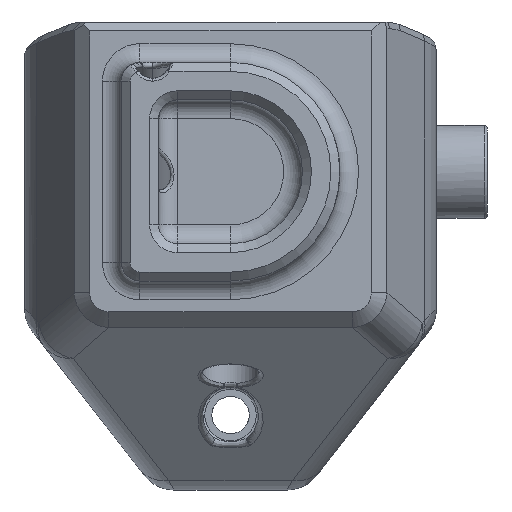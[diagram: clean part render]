
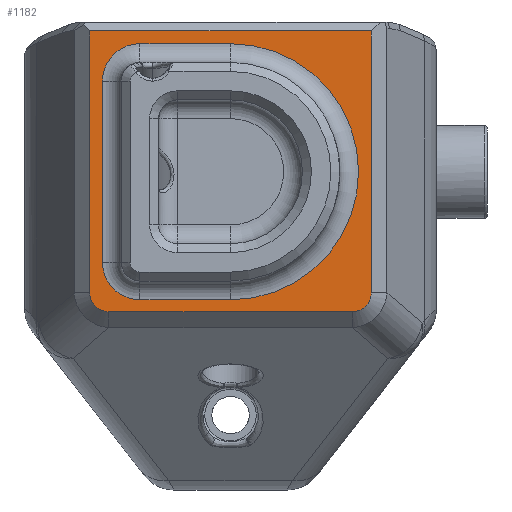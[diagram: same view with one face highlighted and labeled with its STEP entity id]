
A CAD part, front view. The second image highlights one B-rep face of the part: STEP entity #1182.
In plain terms, the highlighted planar face has unit normal (0, -1, 0).
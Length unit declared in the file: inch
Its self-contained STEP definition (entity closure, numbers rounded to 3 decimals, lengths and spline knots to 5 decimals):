
#54 = DIRECTION ( 'NONE',  ( 0., 0., 1. ) ) ;
#93 = ORIENTED_EDGE ( 'NONE', *, *, #13058, .T. ) ;
#148 = ORIENTED_EDGE ( 'NONE', *, *, #11371, .F. ) ;
#240 = AXIS2_PLACEMENT_3D ( 'NONE', #1243, #14839, #54 ) ;
#347 = VECTOR ( 'NONE', #14094, 39.37008 ) ;
#408 = FACE_BOUND ( 'NONE', #10277, .T. ) ;
#607 = CIRCLE ( 'NONE', #2632, 0.4275 ) ;
#846 = CARTESIAN_POINT ( 'NONE',  ( -0.365, -1.133, -0.4275 ) ) ;
#924 = CARTESIAN_POINT ( 'NONE',  ( 0.6875, -1.133, 0.47 ) ) ;
#957 = EDGE_LOOP ( 'NONE', ( #12073, #11734, #12310, #1396, #6621, #7460 ) ) ;
#988 = VECTOR ( 'NONE', #12458, 39.37008 ) ;
#1006 = ORIENTED_EDGE ( 'NONE', *, *, #3033, .T. ) ;
#1136 = VERTEX_POINT ( 'NONE', #2638 ) ;
#1176 = ORIENTED_EDGE ( 'NONE', *, *, #11727, .F. ) ;
#1182 = ADVANCED_FACE ( 'NONE', ( #408, #12401 ), #11217, .F. ) ;
#1243 = CARTESIAN_POINT ( 'NONE',  ( -0.3025, -1.133, 0.3025 ) ) ;
#1266 = CARTESIAN_POINT ( 'NONE',  ( -0.46839, -1.133, -0.42109 ) ) ;
#1396 = ORIENTED_EDGE ( 'NONE', *, *, #1442, .T. ) ;
#1442 = EDGE_CURVE ( 'NONE', #7514, #14277, #10096, .T. ) ;
#1448 = CARTESIAN_POINT ( 'NONE',  ( 0.45757, -1.133, -0.44325 ) ) ;
#1527 = CARTESIAN_POINT ( 'NONE',  ( 0.46218, -1.133, -0.43635 ) ) ;
#1617 = CARTESIAN_POINT ( 'NONE',  ( 0.406, -1.133, -0.46683 ) ) ;
#2097 = VERTEX_POINT ( 'NONE', #11191 ) ;
#2336 = VECTOR ( 'NONE', #5768, 39.37008 ) ;
#2425 = CARTESIAN_POINT ( 'NONE',  ( -0.406, -1.133, -0.46683 ) ) ;
#2436 = EDGE_CURVE ( 'NONE', #1136, #14629, #9357, .T. ) ;
#2632 = AXIS2_PLACEMENT_3D ( 'NONE', #8092, #9523, #3329 ) ;
#2638 = CARTESIAN_POINT ( 'NONE',  ( 0.47, -1.133, 0.47 ) ) ;
#2646 = CARTESIAN_POINT ( 'NONE',  ( 0.42333, -1.133, -0.46525 ) ) ;
#2713 = CARTESIAN_POINT ( 'NONE',  ( -0.4275, -1.133, -0.3025 ) ) ;
#2847 = DIRECTION ( 'NONE',  ( 0., -1., 0. ) ) ;
#3033 = EDGE_CURVE ( 'NONE', #8675, #2097, #4153, .T. ) ;
#3035 = CARTESIAN_POINT ( 'NONE',  ( -0.4275, -1.133, 0.365 ) ) ;
#3280 = AXIS2_PLACEMENT_3D ( 'NONE', #13737, #2847, #7696 ) ;
#3329 = DIRECTION ( 'NONE',  ( 0., 0., 1. ) ) ;
#3347 = ORIENTED_EDGE ( 'NONE', *, *, #7162, .T. ) ;
#3447 = VERTEX_POINT ( 'NONE', #1617 ) ;
#3574 = CARTESIAN_POINT ( 'NONE',  ( -0.46218, -1.133, -0.43635 ) ) ;
#3918 = CARTESIAN_POINT ( 'NONE',  ( 0.47, -1.133, -0.40412 ) ) ;
#4153 = LINE ( 'NONE', #3035, #10586 ) ;
#4757 = CARTESIAN_POINT ( 'NONE',  ( -0.44594, -1.133, -0.45465 ) ) ;
#5023 = CARTESIAN_POINT ( 'NONE',  ( 0.41478, -1.133, -0.46683 ) ) ;
#5129 = VECTOR ( 'NONE', #5390, 39.37008 ) ;
#5172 = DIRECTION ( 'NONE',  ( 0., 0., 1. ) ) ;
#5390 = DIRECTION ( 'NONE',  ( 0., 0., -1. ) ) ;
#5768 = DIRECTION ( 'NONE',  ( -1., 0., 0. ) ) ;
#5958 = CARTESIAN_POINT ( 'NONE',  ( -0.45757, -1.133, -0.44325 ) ) ;
#6268 = CARTESIAN_POINT ( 'NONE',  ( -0.4389, -1.133, -0.45917 ) ) ;
#6294 = CARTESIAN_POINT ( 'NONE',  ( 0.4684, -1.133, -0.42109 ) ) ;
#6603 = DIRECTION ( 'NONE',  ( 0., 1., 0. ) ) ;
#6621 = ORIENTED_EDGE ( 'NONE', *, *, #7503, .T. ) ;
#6764 = DIRECTION ( 'NONE',  ( 0., 0., 1. ) ) ;
#6795 = VERTEX_POINT ( 'NONE', #13762 ) ;
#6940 = CARTESIAN_POINT ( 'NONE',  ( 0., -1.133, -0.4275 ) ) ;
#7162 = EDGE_CURVE ( 'NONE', #6795, #9165, #607, .T. ) ;
#7460 = ORIENTED_EDGE ( 'NONE', *, *, #7609, .T. ) ;
#7492 = CARTESIAN_POINT ( 'NONE',  ( 0.4389, -1.133, -0.45917 ) ) ;
#7503 = EDGE_CURVE ( 'NONE', #14277, #3447, #15378, .T. ) ;
#7514 = VERTEX_POINT ( 'NONE', #8522 ) ;
#7609 = EDGE_CURVE ( 'NONE', #3447, #12093, #13092, .T. ) ;
#7696 = DIRECTION ( 'NONE',  ( 0., 0., 1. ) ) ;
#7861 = CARTESIAN_POINT ( 'NONE',  ( 0.47, -1.133, 0.5 ) ) ;
#7883 = CARTESIAN_POINT ( 'NONE',  ( 0., -1.133, 0.4275 ) ) ;
#7937 = VERTEX_POINT ( 'NONE', #7992 ) ;
#7992 = CARTESIAN_POINT ( 'NONE',  ( -0.3025, -1.133, 0.4275 ) ) ;
#8092 = CARTESIAN_POINT ( 'NONE',  ( 0., -1.133, 0. ) ) ;
#8115 = CARTESIAN_POINT ( 'NONE',  ( -0.47, -1.133, 0.47 ) ) ;
#8340 = CARTESIAN_POINT ( 'NONE',  ( -0.47, -1.133, -0.41272 ) ) ;
#8522 = CARTESIAN_POINT ( 'NONE',  ( -0.47, -1.133, -0.40412 ) ) ;
#8675 = VERTEX_POINT ( 'NONE', #2713 ) ;
#9149 = LINE ( 'NONE', #7883, #14702 ) ;
#9165 = VERTEX_POINT ( 'NONE', #6940 ) ;
#9357 = LINE ( 'NONE', #924, #9826 ) ;
#9523 = DIRECTION ( 'NONE',  ( 0., 1., 0. ) ) ;
#9826 = VECTOR ( 'NONE', #10702, 39.37008 ) ;
#9851 = AXIS2_PLACEMENT_3D ( 'NONE', #15122, #6603, #5172 ) ;
#9874 = CARTESIAN_POINT ( 'NONE',  ( 0.406, -1.133, -0.46683 ) ) ;
#10015 = EDGE_CURVE ( 'NONE', #12093, #1136, #11585, .T. ) ;
#10096 = B_SPLINE_CURVE_WITH_KNOTS ( 'NONE', 3,
 ( #15662, #8340, #1266, #3574, #5958, #4757, #6268, #14624, #14380, #13347 ),
 .UNSPECIFIED., .F., .F.,
 ( 4, 2, 2, 2, 4 ),
 ( 0., 0.25, 0.5, 0.75, 1. ),
 .UNSPECIFIED. ) ;
#10277 = EDGE_LOOP ( 'NONE', ( #148, #1006, #1176, #13351, #3347, #93 ) ) ;
#10586 = VECTOR ( 'NONE', #6764, 39.37008 ) ;
#10611 = EDGE_CURVE ( 'NONE', #7937, #6795, #9149, .T. ) ;
#10702 = DIRECTION ( 'NONE',  ( -1., 0., 0. ) ) ;
#11148 = CARTESIAN_POINT ( 'NONE',  ( 0.47, -1.133, -0.41274 ) ) ;
#11191 = CARTESIAN_POINT ( 'NONE',  ( -0.4275, -1.133, 0.3025 ) ) ;
#11217 = PLANE ( 'NONE',  #9851 ) ;
#11371 = EDGE_CURVE ( 'NONE', #8675, #12949, #15216, .T. ) ;
#11585 = LINE ( 'NONE', #7861, #988 ) ;
#11628 = CARTESIAN_POINT ( 'NONE',  ( 0.38251, -1.133, -0.46683 ) ) ;
#11727 = EDGE_CURVE ( 'NONE', #7937, #2097, #15229, .T. ) ;
#11734 = ORIENTED_EDGE ( 'NONE', *, *, #2436, .T. ) ;
#12073 = ORIENTED_EDGE ( 'NONE', *, *, #10015, .T. ) ;
#12093 = VERTEX_POINT ( 'NONE', #13936 ) ;
#12310 = ORIENTED_EDGE ( 'NONE', *, *, #12767, .T. ) ;
#12327 = CARTESIAN_POINT ( 'NONE',  ( 0.44593, -1.133, -0.45464 ) ) ;
#12401 = FACE_OUTER_BOUND ( 'NONE', #957, .T. ) ;
#12458 = DIRECTION ( 'NONE',  ( 0., 0., 1. ) ) ;
#12767 = EDGE_CURVE ( 'NONE', #14629, #7514, #15107, .T. ) ;
#12949 = VERTEX_POINT ( 'NONE', #15012 ) ;
#13058 = EDGE_CURVE ( 'NONE', #9165, #12949, #15482, .T. ) ;
#13092 = B_SPLINE_CURVE_WITH_KNOTS ( 'NONE', 3,
 ( #9874, #5023, #2646, #7492, #12327, #1448, #1527, #6294, #11148, #3918 ),
 .UNSPECIFIED., .F., .F.,
 ( 4, 2, 2, 2, 4 ),
 ( 0., 0.25, 0.5, 0.75, 1. ),
 .UNSPECIFIED. ) ;
#13347 = CARTESIAN_POINT ( 'NONE',  ( -0.406, -1.133, -0.46683 ) ) ;
#13351 = ORIENTED_EDGE ( 'NONE', *, *, #10611, .T. ) ;
#13737 = CARTESIAN_POINT ( 'NONE',  ( -0.3025, -1.133, -0.3025 ) ) ;
#13762 = CARTESIAN_POINT ( 'NONE',  ( 0., -1.133, 0.4275 ) ) ;
#13845 = DIRECTION ( 'NONE',  ( 1., 0., 0. ) ) ;
#13936 = CARTESIAN_POINT ( 'NONE',  ( 0.47, -1.133, -0.40412 ) ) ;
#14094 = DIRECTION ( 'NONE',  ( 1., 0., 0. ) ) ;
#14277 = VERTEX_POINT ( 'NONE', #2425 ) ;
#14380 = CARTESIAN_POINT ( 'NONE',  ( -0.41481, -1.133, -0.46683 ) ) ;
#14624 = CARTESIAN_POINT ( 'NONE',  ( -0.42333, -1.133, -0.46526 ) ) ;
#14629 = VERTEX_POINT ( 'NONE', #8115 ) ;
#14702 = VECTOR ( 'NONE', #13845, 39.37008 ) ;
#14839 = DIRECTION ( 'NONE',  ( 0., -1., 0. ) ) ;
#15012 = CARTESIAN_POINT ( 'NONE',  ( -0.3025, -1.133, -0.4275 ) ) ;
#15023 = CARTESIAN_POINT ( 'NONE',  ( -0.47, -1.133, 0.5 ) ) ;
#15107 = LINE ( 'NONE', #15023, #5129 ) ;
#15122 = CARTESIAN_POINT ( 'NONE',  ( 0.6875, -1.133, 0.5 ) ) ;
#15216 = CIRCLE ( 'NONE', #3280, 0.125 ) ;
#15229 = CIRCLE ( 'NONE', #240, 0.125 ) ;
#15378 = LINE ( 'NONE', #11628, #347 ) ;
#15482 = LINE ( 'NONE', #846, #2336 ) ;
#15662 = CARTESIAN_POINT ( 'NONE',  ( -0.47, -1.133, -0.40412 ) ) ;
